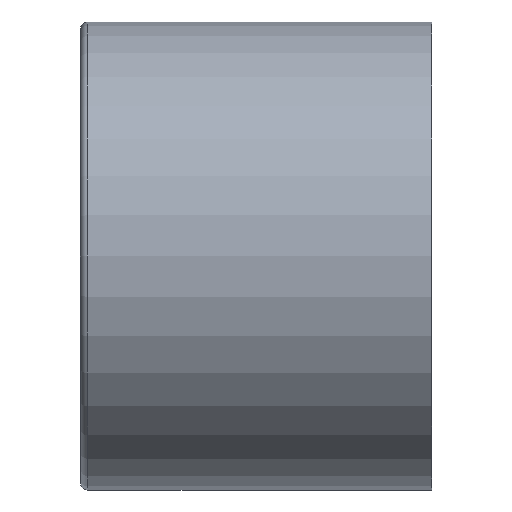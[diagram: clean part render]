
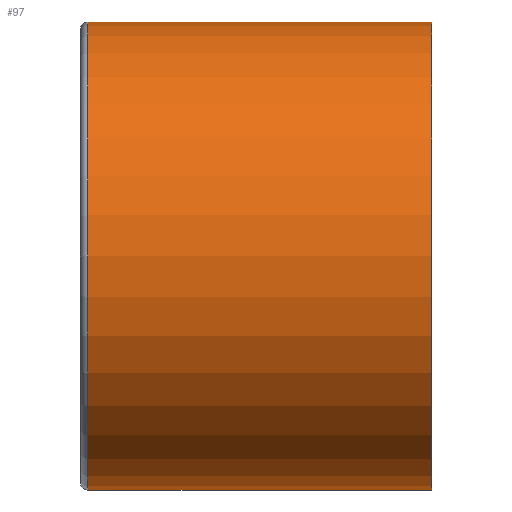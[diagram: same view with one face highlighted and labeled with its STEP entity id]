
A CAD part, left-side view. The second image highlights one B-rep face of the part: STEP entity #97.
In plain terms, the highlighted cylindrical face has radius 25.4 mm (diameter 50.8 mm), a full revolution.
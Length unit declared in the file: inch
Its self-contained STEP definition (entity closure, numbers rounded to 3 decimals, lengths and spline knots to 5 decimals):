
#15=LINE('',#189,#17);
#17=VECTOR('',#157,1.);
#19=CYLINDRICAL_SURFACE('',#130,1.);
#27=FACE_OUTER_BOUND('',#34,.T.);
#34=EDGE_LOOP('',(#76,#77,#78,#79,#80));
#41=CIRCLE('',#126,1.);
#42=CIRCLE('',#127,1.);
#44=CIRCLE('',#131,1.);
#50=VERTEX_POINT('',#179);
#51=VERTEX_POINT('',#181);
#53=VERTEX_POINT('',#188);
#59=EDGE_CURVE('',#50,#51,#41,.T.);
#60=EDGE_CURVE('',#51,#50,#42,.T.);
#62=EDGE_CURVE('',#51,#53,#15,.T.);
#63=EDGE_CURVE('',#53,#53,#44,.T.);
#76=ORIENTED_EDGE('',*,*,#59,.F.);
#77=ORIENTED_EDGE('',*,*,#60,.F.);
#78=ORIENTED_EDGE('',*,*,#62,.T.);
#79=ORIENTED_EDGE('',*,*,#63,.T.);
#80=ORIENTED_EDGE('',*,*,#62,.F.);
#97=ADVANCED_FACE('',(#27),#19,.T.);
#126=AXIS2_PLACEMENT_3D('',#182,#147,#148);
#127=AXIS2_PLACEMENT_3D('',#183,#149,#150);
#130=AXIS2_PLACEMENT_3D('',#187,#155,#156);
#131=AXIS2_PLACEMENT_3D('',#190,#158,#159);
#147=DIRECTION('center_axis',(0.,1.,0.));
#148=DIRECTION('ref_axis',(1.,0.,0.));
#149=DIRECTION('center_axis',(0.,1.,0.));
#150=DIRECTION('ref_axis',(1.,0.,0.));
#155=DIRECTION('center_axis',(0.,1.,0.));
#156=DIRECTION('ref_axis',(-1.,0.,0.));
#157=DIRECTION('',(0.,-1.,0.));
#158=DIRECTION('center_axis',(0.,1.,0.));
#159=DIRECTION('ref_axis',(-1.,0.,0.));
#179=CARTESIAN_POINT('',(0.,1.46875,-1.));
#181=CARTESIAN_POINT('',(1.,1.46875,0.));
#182=CARTESIAN_POINT('Origin',(0.,1.46875,0.));
#183=CARTESIAN_POINT('Origin',(0.,1.46875,0.));
#187=CARTESIAN_POINT('Origin',(0.,0.,0.));
#188=CARTESIAN_POINT('',(1.,0.,0.));
#189=CARTESIAN_POINT('',(1.,0.,0.));
#190=CARTESIAN_POINT('Origin',(0.,0.,0.));
